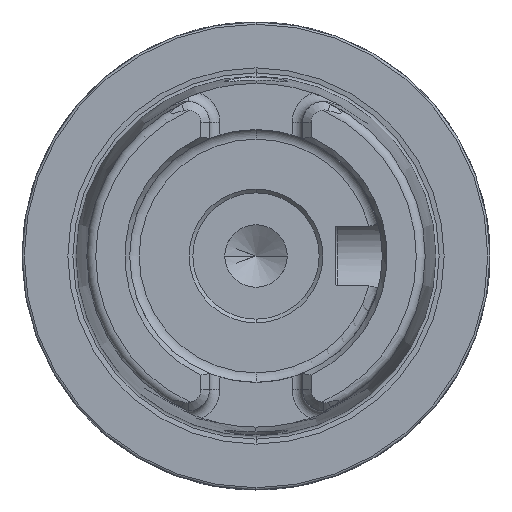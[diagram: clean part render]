
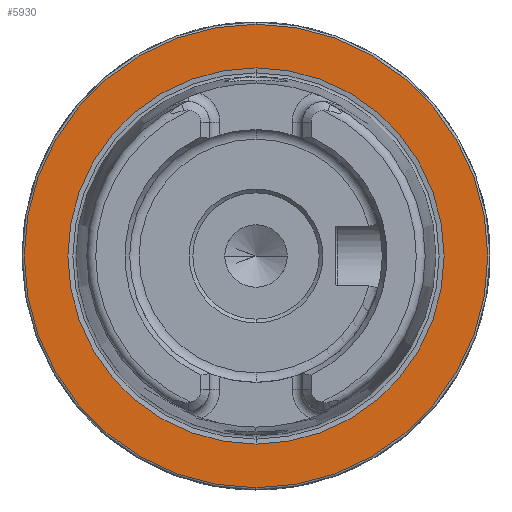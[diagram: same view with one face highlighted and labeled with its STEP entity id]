
A CAD part, left-side view. The second image highlights one B-rep face of the part: STEP entity #5930.
In plain terms, the highlighted planar face has unit normal (-1, 0, 0).
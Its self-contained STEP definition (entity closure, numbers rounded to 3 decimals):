
#433 = PLANE ( 'NONE',  #8690 ) ;
#506 = CARTESIAN_POINT ( 'NONE',  ( 0., 0., 25.324 ) ) ;
#689 = CARTESIAN_POINT ( 'NONE',  ( 0., 0., 0. ) ) ;
#1738 = DIRECTION ( 'NONE',  ( 0., 0., -1. ) ) ;
#2089 = ORIENTED_EDGE ( 'NONE', *, *, #6503, .F. ) ;
#2123 = FACE_BOUND ( 'NONE', #9224, .T. ) ;
#2302 = CARTESIAN_POINT ( 'NONE',  ( 0., 0., 0. ) ) ;
#2932 = VERTEX_POINT ( 'NONE', #506 ) ;
#3251 = DIRECTION ( 'NONE',  ( -1., 0., 0. ) ) ;
#3654 = AXIS2_PLACEMENT_3D ( 'NONE', #689, #3806, #4811 ) ;
#3806 = DIRECTION ( 'NONE',  ( -1., 0., 0. ) ) ;
#4312 = CIRCLE ( 'NONE', #3654, 25.324 ) ;
#4811 = DIRECTION ( 'NONE',  ( 0., 0., 1. ) ) ;
#4880 = ORIENTED_EDGE ( 'NONE', *, *, #5158, .F. ) ;
#5036 = CIRCLE ( 'NONE', #10753, 31.2 ) ;
#5158 = EDGE_CURVE ( 'NONE', #11388, #2932, #5919, .T. ) ;
#5398 = CARTESIAN_POINT ( 'NONE',  ( 0., 0., 0. ) ) ;
#5684 = ORIENTED_EDGE ( 'NONE', *, *, #12542, .T. ) ;
#5733 = DIRECTION ( 'NONE',  ( 0., 0., 1. ) ) ;
#5813 = CARTESIAN_POINT ( 'NONE',  ( 0., 0., -25.324 ) ) ;
#5919 = CIRCLE ( 'NONE', #9529, 25.324 ) ;
#5930 = ADVANCED_FACE ( 'NONE', ( #2123, #7629 ), #433, .F. ) ;
#6503 = EDGE_CURVE ( 'NONE', #2932, #11388, #4312, .T. ) ;
#7629 = FACE_OUTER_BOUND ( 'NONE', #9075, .T. ) ;
#7859 = VERTEX_POINT ( 'NONE', #9749 ) ;
#8140 = EDGE_CURVE ( 'NONE', #7859, #12945, #11373, .T. ) ;
#8690 = AXIS2_PLACEMENT_3D ( 'NONE', #10772, #10808, #1738 ) ;
#8725 = CARTESIAN_POINT ( 'NONE',  ( 0., 0., 0. ) ) ;
#9075 = EDGE_LOOP ( 'NONE', ( #11651, #5684 ) ) ;
#9224 = EDGE_LOOP ( 'NONE', ( #2089, #4880 ) ) ;
#9529 = AXIS2_PLACEMENT_3D ( 'NONE', #2302, #3251, #10440 ) ;
#9749 = CARTESIAN_POINT ( 'NONE',  ( 0., 0., 31.2 ) ) ;
#9920 = DIRECTION ( 'NONE',  ( -1., 0., 0. ) ) ;
#10440 = DIRECTION ( 'NONE',  ( 0., 0., 1. ) ) ;
#10504 = DIRECTION ( 'NONE',  ( -1., 0., 0. ) ) ;
#10753 = AXIS2_PLACEMENT_3D ( 'NONE', #8725, #9920, #5733 ) ;
#10772 = CARTESIAN_POINT ( 'NONE',  ( 0., 31.2, 0. ) ) ;
#10808 = DIRECTION ( 'NONE',  ( 1., 0., 0. ) ) ;
#11373 = CIRCLE ( 'NONE', #11554, 31.2 ) ;
#11388 = VERTEX_POINT ( 'NONE', #5813 ) ;
#11554 = AXIS2_PLACEMENT_3D ( 'NONE', #5398, #10504, #12477 ) ;
#11651 = ORIENTED_EDGE ( 'NONE', *, *, #8140, .T. ) ;
#12235 = CARTESIAN_POINT ( 'NONE',  ( 0., 0., -31.2 ) ) ;
#12477 = DIRECTION ( 'NONE',  ( 0., 0., 1. ) ) ;
#12542 = EDGE_CURVE ( 'NONE', #12945, #7859, #5036, .T. ) ;
#12945 = VERTEX_POINT ( 'NONE', #12235 ) ;
